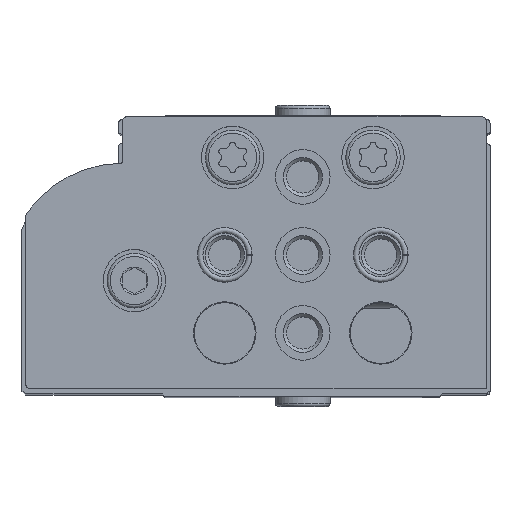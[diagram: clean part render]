
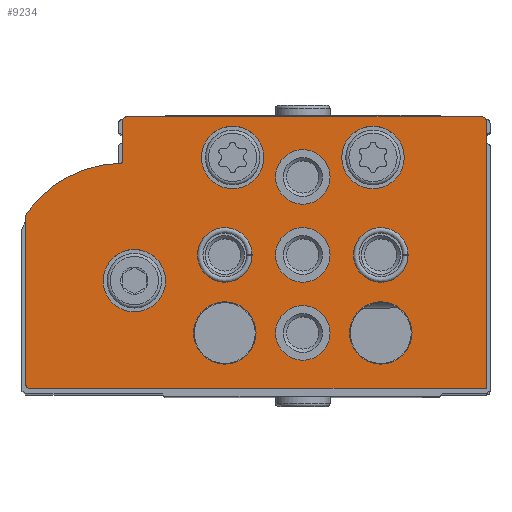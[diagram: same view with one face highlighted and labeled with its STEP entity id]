
A CAD part, top view. The second image highlights one B-rep face of the part: STEP entity #9234.
In plain terms, the highlighted face is planar.
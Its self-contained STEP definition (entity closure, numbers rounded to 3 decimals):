
#921=LINE('',#15637,#1593);
#923=LINE('',#15641,#1595);
#926=LINE('',#15649,#1598);
#931=LINE('',#15665,#1603);
#934=LINE('',#15673,#1606);
#1593=VECTOR('',#12641,1000.);
#1595=VECTOR('',#12645,1000.);
#1598=VECTOR('',#12654,1000.);
#1603=VECTOR('',#12673,1000.);
#1606=VECTOR('',#12682,1000.);
#3441=ORIENTED_EDGE('',*,*,#5128,.T.);
#3442=ORIENTED_EDGE('',*,*,#5129,.T.);
#3443=ORIENTED_EDGE('',*,*,#5130,.T.);
#3444=ORIENTED_EDGE('',*,*,#5131,.T.);
#3445=ORIENTED_EDGE('',*,*,#5132,.T.);
#3446=ORIENTED_EDGE('',*,*,#5133,.T.);
#3447=ORIENTED_EDGE('',*,*,#5134,.T.);
#3448=ORIENTED_EDGE('',*,*,#5135,.T.);
#3449=ORIENTED_EDGE('',*,*,#5136,.T.);
#3450=ORIENTED_EDGE('',*,*,#5137,.T.);
#3451=ORIENTED_EDGE('',*,*,#5105,.F.);
#3452=ORIENTED_EDGE('',*,*,#5126,.F.);
#3453=ORIENTED_EDGE('',*,*,#5124,.F.);
#3454=ORIENTED_EDGE('',*,*,#5122,.F.);
#3455=ORIENTED_EDGE('',*,*,#5120,.T.);
#3456=ORIENTED_EDGE('',*,*,#5118,.F.);
#3457=ORIENTED_EDGE('',*,*,#5116,.F.);
#3458=ORIENTED_EDGE('',*,*,#5114,.F.);
#3459=ORIENTED_EDGE('',*,*,#5112,.F.);
#3460=ORIENTED_EDGE('',*,*,#5110,.F.);
#3461=ORIENTED_EDGE('',*,*,#5108,.F.);
#5105=EDGE_CURVE('',#6127,#6128,#6718,.T.);
#5108=EDGE_CURVE('',#6128,#6129,#921,.T.);
#5110=EDGE_CURVE('',#6129,#6130,#923,.T.);
#5112=EDGE_CURVE('',#6130,#6131,#6719,.T.);
#5114=EDGE_CURVE('',#6131,#6132,#926,.T.);
#5116=EDGE_CURVE('',#6132,#6133,#6720,.T.);
#5118=EDGE_CURVE('',#6133,#6134,#6721,.T.);
#5120=EDGE_CURVE('',#6135,#6134,#6722,.T.);
#5122=EDGE_CURVE('',#6135,#6136,#931,.T.);
#5124=EDGE_CURVE('',#6136,#6137,#6723,.T.);
#5126=EDGE_CURVE('',#6137,#6127,#934,.T.);
#5128=EDGE_CURVE('',#6138,#6138,#6724,.T.);
#5129=EDGE_CURVE('',#6139,#6139,#6725,.T.);
#5130=EDGE_CURVE('',#6140,#6140,#6726,.T.);
#5131=EDGE_CURVE('',#6141,#6141,#6727,.T.);
#5132=EDGE_CURVE('',#6142,#6142,#6728,.T.);
#5133=EDGE_CURVE('',#6143,#6143,#6729,.T.);
#5134=EDGE_CURVE('',#6144,#6144,#6730,.T.);
#5135=EDGE_CURVE('',#6145,#6145,#6731,.T.);
#5136=EDGE_CURVE('',#6146,#6146,#6732,.T.);
#5137=EDGE_CURVE('',#6147,#6147,#6733,.T.);
#6127=VERTEX_POINT('',#15632);
#6128=VERTEX_POINT('',#15633);
#6129=VERTEX_POINT('',#15638);
#6130=VERTEX_POINT('',#15642);
#6131=VERTEX_POINT('',#15646);
#6132=VERTEX_POINT('',#15650);
#6133=VERTEX_POINT('',#15654);
#6134=VERTEX_POINT('',#15658);
#6135=VERTEX_POINT('',#15662);
#6136=VERTEX_POINT('',#15666);
#6137=VERTEX_POINT('',#15670);
#6138=VERTEX_POINT('',#15677);
#6139=VERTEX_POINT('',#15679);
#6140=VERTEX_POINT('',#15681);
#6141=VERTEX_POINT('',#15683);
#6142=VERTEX_POINT('',#15685);
#6143=VERTEX_POINT('',#15687);
#6144=VERTEX_POINT('',#15689);
#6145=VERTEX_POINT('',#15691);
#6146=VERTEX_POINT('',#15693);
#6147=VERTEX_POINT('',#15695);
#6718=CIRCLE('',#10347,0.5);
#6719=CIRCLE('',#10351,0.5);
#6720=CIRCLE('',#10354,1.);
#6721=CIRCLE('',#10356,15.);
#6722=CIRCLE('',#10358,0.3);
#6723=CIRCLE('',#10361,0.5);
#6724=CIRCLE('',#10364,4.);
#6725=CIRCLE('',#10365,4.);
#6726=CIRCLE('',#10366,4.);
#6727=CIRCLE('',#10367,3.5);
#6728=CIRCLE('',#10368,3.5);
#6729=CIRCLE('',#10369,3.5);
#6730=CIRCLE('',#10370,3.5);
#6731=CIRCLE('',#10371,3.5);
#6732=CIRCLE('',#10372,4.);
#6733=CIRCLE('',#10373,4.);
#7423=EDGE_LOOP('',(#3441));
#7424=EDGE_LOOP('',(#3442));
#7425=EDGE_LOOP('',(#3443));
#7426=EDGE_LOOP('',(#3444));
#7427=EDGE_LOOP('',(#3445));
#7428=EDGE_LOOP('',(#3446));
#7429=EDGE_LOOP('',(#3447));
#7430=EDGE_LOOP('',(#3448));
#7431=EDGE_LOOP('',(#3449));
#7432=EDGE_LOOP('',(#3450));
#7433=EDGE_LOOP('',(#3451,#3452,#3453,#3454,#3455,#3456,#3457,#3458,#3459,
#3460,#3461));
#8270=FACE_BOUND('',#7423,.T.);
#8271=FACE_BOUND('',#7424,.T.);
#8272=FACE_BOUND('',#7425,.T.);
#8273=FACE_BOUND('',#7426,.T.);
#8274=FACE_BOUND('',#7427,.T.);
#8275=FACE_BOUND('',#7428,.T.);
#8276=FACE_BOUND('',#7429,.T.);
#8277=FACE_BOUND('',#7430,.T.);
#8278=FACE_BOUND('',#7431,.T.);
#8279=FACE_BOUND('',#7432,.T.);
#8280=FACE_BOUND('',#7433,.T.);
#8794=PLANE('',#10363);
#9234=ADVANCED_FACE('',(#8270,#8271,#8272,#8273,#8274,#8275,#8276,#8277,
#8278,#8279,#8280),#8794,.F.);
#10347=AXIS2_PLACEMENT_3D('',#15631,#12635,#12636);
#10351=AXIS2_PLACEMENT_3D('',#15645,#12649,#12650);
#10354=AXIS2_PLACEMENT_3D('',#15653,#12658,#12659);
#10356=AXIS2_PLACEMENT_3D('',#15657,#12663,#12664);
#10358=AXIS2_PLACEMENT_3D('',#15661,#12668,#12669);
#10361=AXIS2_PLACEMENT_3D('',#15669,#12677,#12678);
#10363=AXIS2_PLACEMENT_3D('',#15675,#12684,#12685);
#10364=AXIS2_PLACEMENT_3D('',#15676,#12686,#12687);
#10365=AXIS2_PLACEMENT_3D('',#15678,#12688,#12689);
#10366=AXIS2_PLACEMENT_3D('',#15680,#12690,#12691);
#10367=AXIS2_PLACEMENT_3D('',#15682,#12692,#12693);
#10368=AXIS2_PLACEMENT_3D('',#15684,#12694,#12695);
#10369=AXIS2_PLACEMENT_3D('',#15686,#12696,#12697);
#10370=AXIS2_PLACEMENT_3D('',#15688,#12698,#12699);
#10371=AXIS2_PLACEMENT_3D('',#15690,#12700,#12701);
#10372=AXIS2_PLACEMENT_3D('',#15692,#12702,#12703);
#10373=AXIS2_PLACEMENT_3D('',#15694,#12704,#12705);
#12635=DIRECTION('',(0.,0.,1.));
#12636=DIRECTION('',(1.,0.,0.));
#12641=DIRECTION('',(0.,-1.,0.));
#12645=DIRECTION('',(1.,0.,0.));
#12649=DIRECTION('',(0.,0.,1.));
#12650=DIRECTION('',(1.,0.,0.));
#12654=DIRECTION('',(0.,1.,0.));
#12658=DIRECTION('',(0.,0.,1.));
#12659=DIRECTION('',(1.,0.,0.));
#12663=DIRECTION('',(0.,0.,1.));
#12664=DIRECTION('',(1.,0.,0.));
#12668=DIRECTION('',(0.,0.,1.));
#12669=DIRECTION('',(1.,0.,0.));
#12673=DIRECTION('',(0.,1.,0.));
#12677=DIRECTION('',(0.,0.,1.));
#12678=DIRECTION('',(1.,0.,0.));
#12682=DIRECTION('',(-1.,0.,0.));
#12684=DIRECTION('',(0.,0.,1.));
#12685=DIRECTION('',(1.,0.,0.));
#12686=DIRECTION('',(0.,0.,1.));
#12687=DIRECTION('',(1.,0.,0.));
#12688=DIRECTION('',(0.,0.,1.));
#12689=DIRECTION('',(1.,0.,0.));
#12690=DIRECTION('',(0.,0.,1.));
#12691=DIRECTION('',(1.,0.,0.));
#12692=DIRECTION('',(0.,0.,1.));
#12693=DIRECTION('',(1.,0.,0.));
#12694=DIRECTION('',(0.,0.,1.));
#12695=DIRECTION('',(1.,0.,0.));
#12696=DIRECTION('',(0.,0.,1.));
#12697=DIRECTION('',(1.,0.,0.));
#12698=DIRECTION('',(0.,0.,1.));
#12699=DIRECTION('',(1.,0.,0.));
#12700=DIRECTION('',(0.,0.,1.));
#12701=DIRECTION('',(1.,0.,0.));
#12702=DIRECTION('',(0.,0.,1.));
#12703=DIRECTION('',(1.,0.,0.));
#12704=DIRECTION('',(0.,0.,1.));
#12705=DIRECTION('',(1.,0.,0.));
#15631=CARTESIAN_POINT('',(0.5,34.3,0.));
#15632=CARTESIAN_POINT('',(0.5,34.8,0.));
#15633=CARTESIAN_POINT('',(0.,34.3,0.));
#15637=CARTESIAN_POINT('',(0.,34.3,0.));
#15638=CARTESIAN_POINT('',(0.,0.,0.));
#15641=CARTESIAN_POINT('',(0.,0.,0.));
#15642=CARTESIAN_POINT('',(58.5,0.,0.));
#15645=CARTESIAN_POINT('',(58.5,0.5,0.));
#15646=CARTESIAN_POINT('',(59.,0.5,0.));
#15649=CARTESIAN_POINT('',(59.,0.5,0.));
#15650=CARTESIAN_POINT('',(59.,21.976,0.));
#15653=CARTESIAN_POINT('',(58.,21.976,0.));
#15654=CARTESIAN_POINT('',(58.814,22.557,0.));
#15657=CARTESIAN_POINT('',(46.6,13.85,0.));
#15658=CARTESIAN_POINT('',(46.894,28.847,0.));
#15661=CARTESIAN_POINT('',(46.9,29.147,0.));
#15662=CARTESIAN_POINT('',(46.6,29.147,0.));
#15665=CARTESIAN_POINT('',(46.6,29.147,0.));
#15666=CARTESIAN_POINT('',(46.6,34.3,0.));
#15669=CARTESIAN_POINT('',(46.1,34.3,0.));
#15670=CARTESIAN_POINT('',(46.1,34.8,0.));
#15673=CARTESIAN_POINT('',(46.1,34.8,0.));
#15675=CARTESIAN_POINT('',(0.5,34.3,0.));
#15676=CARTESIAN_POINT('',(45.1,13.8,0.));
#15677=CARTESIAN_POINT('',(49.1,13.8,0.));
#15678=CARTESIAN_POINT('',(32.5,29.6,0.));
#15679=CARTESIAN_POINT('',(36.5,29.6,0.));
#15680=CARTESIAN_POINT('',(14.5,29.6,0.));
#15681=CARTESIAN_POINT('',(18.5,29.6,0.));
#15682=CARTESIAN_POINT('',(23.5,27.1,0.));
#15683=CARTESIAN_POINT('',(27.,27.1,0.));
#15684=CARTESIAN_POINT('',(33.5,17.1,0.));
#15685=CARTESIAN_POINT('',(37.,17.1,0.));
#15686=CARTESIAN_POINT('',(23.5,17.1,0.));
#15687=CARTESIAN_POINT('',(27.,17.1,0.));
#15688=CARTESIAN_POINT('',(13.5,17.1,0.));
#15689=CARTESIAN_POINT('',(17.,17.1,0.));
#15690=CARTESIAN_POINT('',(23.5,7.1,0.));
#15691=CARTESIAN_POINT('',(27.,7.1,0.));
#15692=CARTESIAN_POINT('',(33.5,7.1,0.));
#15693=CARTESIAN_POINT('',(37.5,7.1,0.));
#15694=CARTESIAN_POINT('',(13.5,7.1,0.));
#15695=CARTESIAN_POINT('',(17.5,7.1,0.));
